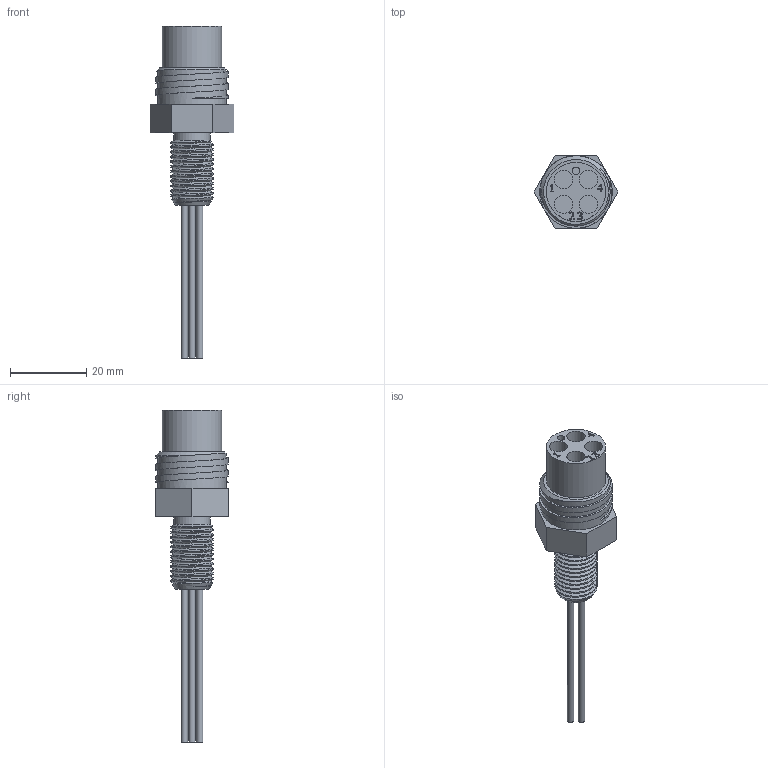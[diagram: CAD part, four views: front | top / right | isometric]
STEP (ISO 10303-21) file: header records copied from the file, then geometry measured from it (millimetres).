
FILE_DESCRIPTION(/* description */ (''),/* implementation_level */ '2;1');
FILE_NAME(/* name */ 'MCBH4F.stp',/* time_stamp */ '2014-11-25T11:55:58+01:00',/* author */ ('sh'),/* organization */ (''),/* preprocessor_version */ 'ST-DEVELOPER v15.2',/* originating_system */ 'Autodesk Inventor 2014',/* authorisation */ '');
FILE_SCHEMA (('AUTOMOTIVE_DESIGN { 1 0 10303 214 3 1 1 }'));
Length unit declared in the file: millimetre
Products named in the file (1): MCBH4F
Bounding box: 21.94 x 19 x 87 mm (x, y, z)
Volume: 8315.8 mm3; surface area: 4740.7 mm2
Topology: 1 solids, 1 shells, 124 faces, 305 edges, 202 vertices
Faces by surface type: plane 66, bspline 35, cylinder 18, cone 3, torus 2
Full cylindrical faces by diameter (mm): 1.7 x4, 2 x1, 4.8 x4, 9.5 x1, 12.5 x1, 15.5 x1, 16 x1, 17.9 x2
Entity records: 6404 total; most frequent: CARTESIAN_POINT 3732, ORIENTED_EDGE 554, DIRECTION 414, EDGE_CURVE 277, VERTEX_POINT 195, LINE 164, VECTOR 164, EDGE_LOOP 160
